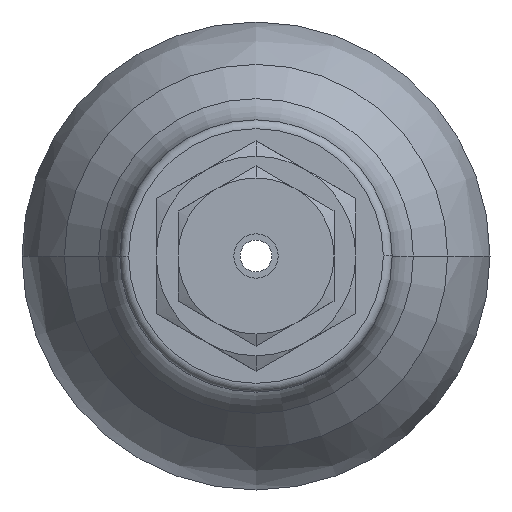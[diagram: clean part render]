
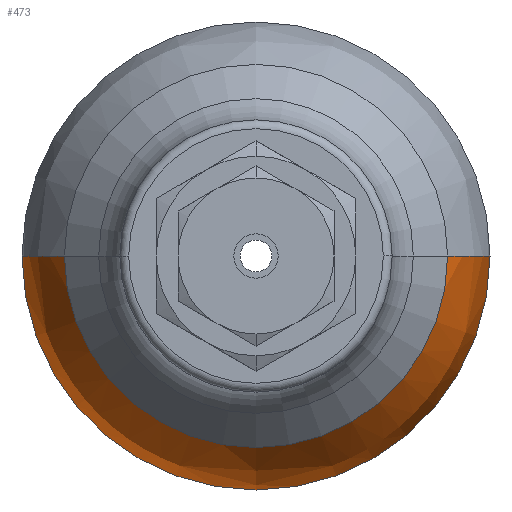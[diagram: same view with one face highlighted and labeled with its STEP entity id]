
A CAD part, front view. The second image highlights one B-rep face of the part: STEP entity #473.
In plain terms, the highlighted free-form (B-spline) face has degree [3, 3] with [7, 4] control points.
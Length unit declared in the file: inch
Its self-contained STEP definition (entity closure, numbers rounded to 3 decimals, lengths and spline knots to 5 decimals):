
#87=CARTESIAN_POINT('',(0.16,-3.25,0.));
#88=DIRECTION('',(0.,0.,1.));
#89=DIRECTION('',(0.761,-0.649,0.));
#90=AXIS2_PLACEMENT_3D('',#87,#88,#89);
#92=CARTESIAN_POINT('',(-0.16,-3.25,0.));
#93=DIRECTION('',(0.,0.,-1.));
#94=DIRECTION('',(-0.761,-0.649,0.));
#95=AXIS2_PLACEMENT_3D('',#92,#93,#94);
#97=CARTESIAN_POINT('',(0.,-3.57446,0.));
#98=DIRECTION('',(0.,1.,0.));
#99=DIRECTION('',(1.,0.,0.));
#100=AXIS2_PLACEMENT_3D('',#97,#98,#99);
#120=CARTESIAN_POINT('',(0.,-3.25,0.));
#121=DIRECTION('',(0.,1.,0.));
#122=DIRECTION('',(1.,0.,0.));
#123=AXIS2_PLACEMENT_3D('',#120,#121,#122);
#249=CARTESIAN_POINT('',(0.66,-3.25,0.));
#251=VERTEX_POINT('',#249);
#253=CARTESIAN_POINT('',(-0.66,-3.25,0.));
#255=VERTEX_POINT('',#253);
#273=CARTESIAN_POINT('',(0.54042,-3.57446,0.));
#274=VERTEX_POINT('',#273);
#279=CARTESIAN_POINT('',(-0.54042,-3.57446,0.));
#280=VERTEX_POINT('',#279);
#435=CARTESIAN_POINT('',(-0.65858,-3.23897,
0.04143));
#436=CARTESIAN_POINT('',(-0.6614,-3.36701,
0.04161));
#437=CARTESIAN_POINT('',(-0.6172,-3.48719,
0.03883));
#438=CARTESIAN_POINT('',(-0.53212,-3.58278,
0.03348));
#439=CARTESIAN_POINT('',(-0.68407,-3.23897,
-0.36385));
#440=CARTESIAN_POINT('',(-0.687,-3.36701,
-0.36541));
#441=CARTESIAN_POINT('',(-0.64109,-3.48719,
-0.34099));
#442=CARTESIAN_POINT('',(-0.55272,-3.58278,
-0.29399));
#443=CARTESIAN_POINT('',(-0.40609,-3.23897,
-0.65988));
#444=CARTESIAN_POINT('',(-0.40783,-3.36701,
-0.6627));
#445=CARTESIAN_POINT('',(-0.38057,-3.48719,
-0.61842));
#446=CARTESIAN_POINT('',(-0.32811,-3.58278,
-0.53317));
#447=CARTESIAN_POINT('',(0.,-3.23897,-0.65988));
#448=CARTESIAN_POINT('',(0.,-3.36701,-0.6627));
#449=CARTESIAN_POINT('',(0.,-3.48719,-0.61842));
#450=CARTESIAN_POINT('',(0.,-3.58278,-0.53317));
#451=CARTESIAN_POINT('',(0.40609,-3.23897,
-0.65988));
#452=CARTESIAN_POINT('',(0.40783,-3.36701,
-0.6627));
#453=CARTESIAN_POINT('',(0.38057,-3.48719,
-0.61842));
#454=CARTESIAN_POINT('',(0.32811,-3.58278,
-0.53317));
#455=CARTESIAN_POINT('',(0.68407,-3.23897,
-0.36385));
#456=CARTESIAN_POINT('',(0.687,-3.36701,
-0.36541));
#457=CARTESIAN_POINT('',(0.64109,-3.48719,
-0.34099));
#458=CARTESIAN_POINT('',(0.55272,-3.58278,
-0.29399));
#459=CARTESIAN_POINT('',(0.65858,-3.23897,
0.04143));
#460=CARTESIAN_POINT('',(0.6614,-3.36701,
0.04161));
#461=CARTESIAN_POINT('',(0.6172,-3.48719,
0.03883));
#462=CARTESIAN_POINT('',(0.53212,-3.58278,
0.03348));
#463=(BOUNDED_SURFACE()B_SPLINE_SURFACE(3,3,((#435,#436,#437,#438),(#439,#440,
#441,#442),(#443,#444,#445,#446),(#447,#448,#449,#450),(#451,#452,#453,#454),(
#455,#456,#457,#458),(#459,#460,#461,#462)),.UNSPECIFIED.,.F.,.F.,.F.)B_SPLINE_SURFACE_WITH_KNOTS((4,3,4),(4,4),(0.,1.,2.),(0.,1.),.UNSPECIFIED.)GEOMETRIC_REPRESENTATION_ITEM()RATIONAL_B_SPLINE_SURFACE(((1.23,
1.173,1.173,1.23),(0.971,
0.926,0.926,0.971),(0.971,
0.926,0.926,0.971),(1.23,
1.173,1.173,1.23),(0.971,
0.926,0.926,0.971),(0.971,
0.926,0.926,0.971),(1.23,
1.173,1.173,1.23)))REPRESENTATION_ITEM('')SURFACE());
#465=ORIENTED_EDGE('',*,*,#464,.T.);
#467=ORIENTED_EDGE('',*,*,#466,.T.);
#469=ORIENTED_EDGE('',*,*,#468,.F.);
#470=ORIENTED_EDGE('',*,*,#428,.F.);
#471=EDGE_LOOP('',(#465,#467,#469,#470));
#472=FACE_OUTER_BOUND('',#471,.F.);
#473=ADVANCED_FACE('',(#472),#463,.T.);
#91=CIRCLE('',#90,0.5);
#96=CIRCLE('',#95,0.5);
#101=CIRCLE('',#100,0.54042);
#124=CIRCLE('',#123,0.66);
#428=EDGE_CURVE('',#274,#280,#101,.T.);
#464=EDGE_CURVE('',#274,#251,#91,.T.);
#466=EDGE_CURVE('',#251,#255,#124,.T.);
#468=EDGE_CURVE('',#280,#255,#96,.T.);
